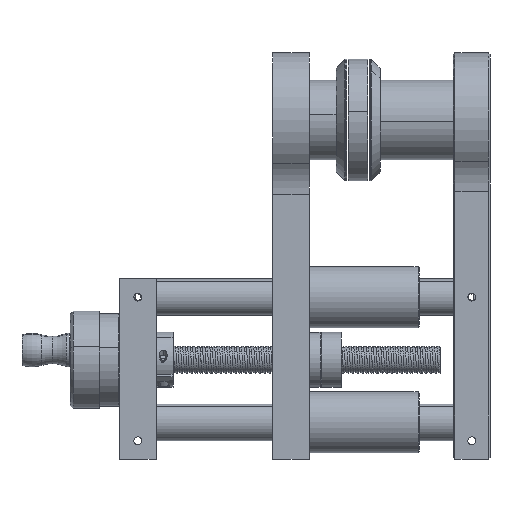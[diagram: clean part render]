
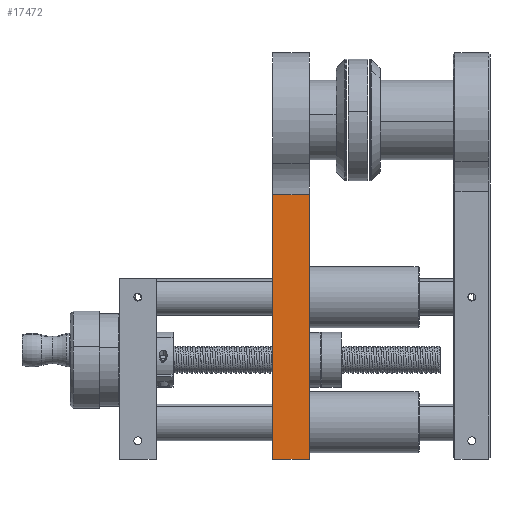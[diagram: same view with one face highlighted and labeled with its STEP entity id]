
A CAD part, left-side view. The second image highlights one B-rep face of the part: STEP entity #17472.
In plain terms, the highlighted planar face has unit normal (-1, 0, 0).
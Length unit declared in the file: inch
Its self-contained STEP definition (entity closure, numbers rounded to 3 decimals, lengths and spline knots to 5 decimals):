
#406 = CARTESIAN_POINT ( 'NONE',  ( -0.815, 4.448, -6.94 ) ) ;
#417 = CARTESIAN_POINT ( 'NONE',  ( -0.815, 4.448, -1.5318 ) ) ;
#527 = CARTESIAN_POINT ( 'NONE',  ( -0.815, 3.698, -1.5318 ) ) ;
#1295 = FACE_OUTER_BOUND ( 'NONE', #15384, .T. ) ;
#1511 = CARTESIAN_POINT ( 'NONE',  ( -0.815, 4.448, -1.10743 ) ) ;
#1512 = DIRECTION ( 'NONE',  ( 0., 0., 1. ) ) ;
#1732 = CARTESIAN_POINT ( 'NONE',  ( -0.815, 3.698, -1.10743 ) ) ;
#1733 = DIRECTION ( 'NONE',  ( 0., 0., 1. ) ) ;
#4051 = VERTEX_POINT ( 'NONE', #7604 ) ;
#4388 = AXIS2_PLACEMENT_3D ( 'NONE', #12950, #12961, #12962 ) ;
#5639 = VECTOR ( 'NONE', #36258, 39.37008 ) ;
#5654 = LINE ( 'NONE', #36389, #5639 ) ;
#5765 = LINE ( 'NONE', #36359, #5790 ) ;
#5790 = VECTOR ( 'NONE', #36353, 39.37008 ) ;
#7604 = CARTESIAN_POINT ( 'NONE',  ( -0.815, 3.698, -6.94 ) ) ;
#8573 = EDGE_CURVE ( 'NONE', #4051, #10072, #5654, .T. ) ;
#8661 = EDGE_CURVE ( 'NONE', #10172, #10124, #5765, .T. ) ;
#10072 = VERTEX_POINT ( 'NONE', #406 ) ;
#10124 = VERTEX_POINT ( 'NONE', #417 ) ;
#10172 = VERTEX_POINT ( 'NONE', #527 ) ;
#12950 = CARTESIAN_POINT ( 'NONE',  ( -0.815, 3.698, -1.10743 ) ) ;
#12951 = PLANE ( 'NONE',  #4388 ) ;
#12961 = DIRECTION ( 'NONE',  ( -1., 0., 0. ) ) ;
#12962 = DIRECTION ( 'NONE',  ( 0., 0., 1. ) ) ;
#15384 = EDGE_LOOP ( 'NONE', ( #23687, #23660, #23700, #23599 ) ) ;
#17472 = ADVANCED_FACE ( 'NONE', ( #1295 ), #12951, .T. ) ;
#23599 = ORIENTED_EDGE ( 'NONE', *, *, #8573, .F. ) ;
#23660 = ORIENTED_EDGE ( 'NONE', *, *, #8661, .T. ) ;
#23687 = ORIENTED_EDGE ( 'NONE', *, *, #37754, .T. ) ;
#23700 = ORIENTED_EDGE ( 'NONE', *, *, #37684, .F. ) ;
#25274 = LINE ( 'NONE', #1511, #25277 ) ;
#25277 = VECTOR ( 'NONE', #1512, 39.37008 ) ;
#25360 = LINE ( 'NONE', #1732, #25363 ) ;
#25363 = VECTOR ( 'NONE', #1733, 39.37008 ) ;
#36258 = DIRECTION ( 'NONE',  ( 0., 1., 0. ) ) ;
#36353 = DIRECTION ( 'NONE',  ( 0., 1., 0. ) ) ;
#36359 = CARTESIAN_POINT ( 'NONE',  ( -0.815, 4.448, -1.5318 ) ) ;
#36389 = CARTESIAN_POINT ( 'NONE',  ( -0.815, 3.698, -6.94 ) ) ;
#37684 = EDGE_CURVE ( 'NONE', #10072, #10124, #25274, .T. ) ;
#37754 = EDGE_CURVE ( 'NONE', #4051, #10172, #25360, .T. ) ;
